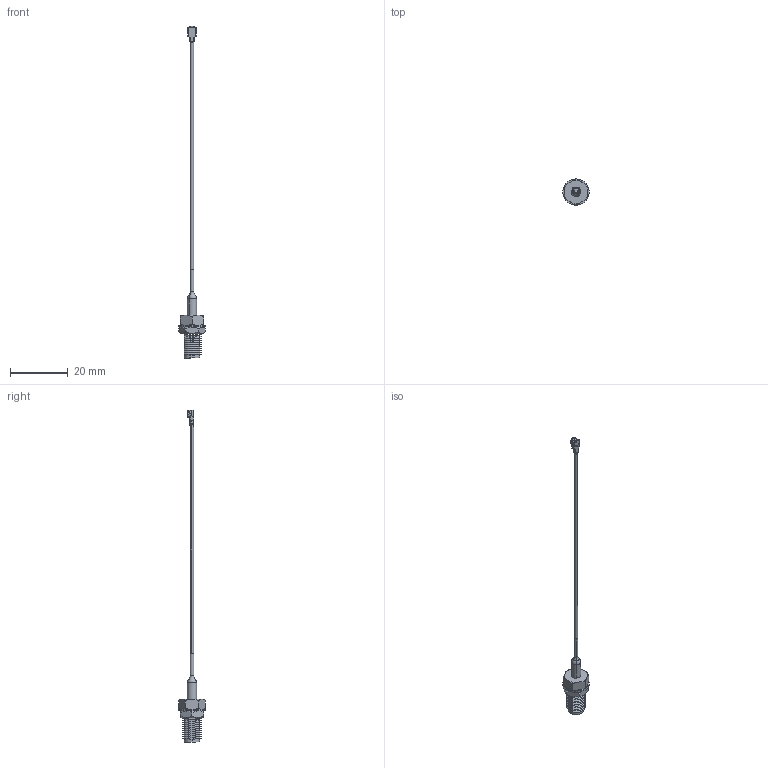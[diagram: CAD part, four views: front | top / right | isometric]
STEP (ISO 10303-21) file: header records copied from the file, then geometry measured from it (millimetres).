
FILE_DESCRIPTION (( 'STEP AP214' ), '1' );
FILE_NAME ('CAB.616_Web.STEP', '2020-02-19T08:35:32', ( '' ), ( '' ), 'SwSTEP 2.0', 'SolidWorks 2017', '' );
FILE_SCHEMA (( 'AUTOMOTIVE_DESIGN' ));
Length unit declared in the file: millimetre
Products named in the file (1): CAB.616_Web
Bounding box: 9.24 x 9.24 x 115.25 mm (x, y, z)
Surface area: 1177.5 mm2 (no closed solid volume)
Topology: 0 solids, 29 shells, 282 faces, 865 edges, 589 vertices
Faces by surface type: plane 126, cylinder 76, cone 50, torus 17, bspline 13
Entity records: 14773 total; most frequent: CARTESIAN_POINT 4314, DIRECTION 1484, ORIENTED_EDGE 1455, EDGE_CURVE 865, VERTEX_POINT 589, AXIS2_PLACEMENT_3D 535, VECTOR 414, LINE 414
